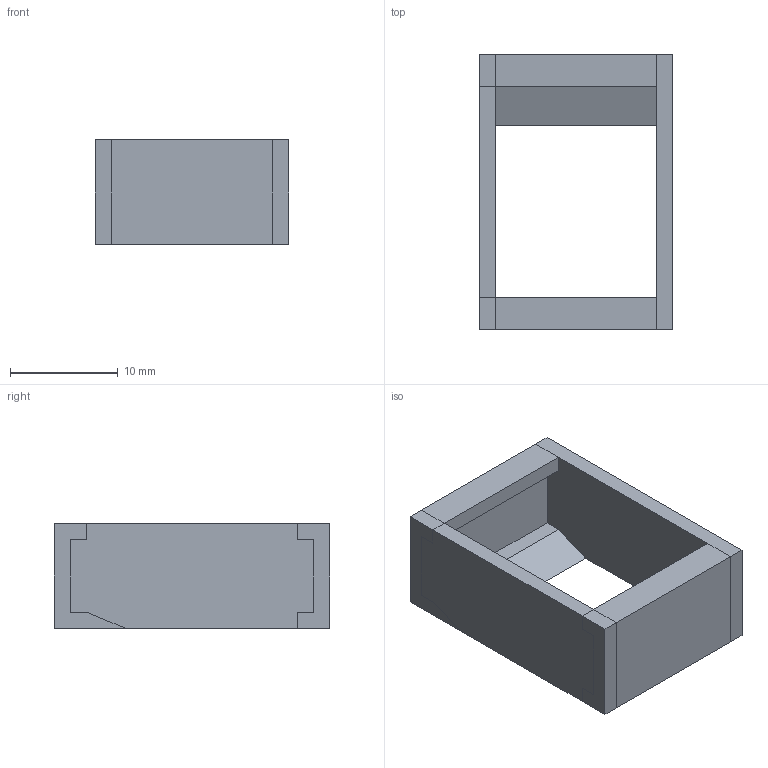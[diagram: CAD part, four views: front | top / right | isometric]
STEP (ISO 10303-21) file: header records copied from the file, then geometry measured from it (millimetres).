
FILE_DESCRIPTION(('FreeCAD Model'),'2;1');
FILE_NAME('Keystone_Insert.step','2020-11-25T13:30:02',('Author'),(''), 'Open CASCADE STEP processor 7.3','FreeCAD','Unknown');
FILE_SCHEMA(('AUTOMOTIVE_DESIGN { 1 0 10303 214 1 1 1 1 }'));
Length unit declared in the file: millimetre
Products named in the file (1): Keystone_Insert
Bounding box: 18 x 25.6 x 9.7 mm (x, y, z)
Volume: 1357 mm3; surface area: 2065.5 mm2
Topology: 1 solids, 1 shells, 34 faces, 86 edges, 52 vertices
Faces by surface type: plane 34
Entity records: 2125 total; most frequent: CARTESIAN_POINT 345, DIRECTION 328, LINE 258, VECTOR 258, ORIENTED_EDGE 172, PCURVE 172, DEFINITIONAL_REPRESENTATION 172, EDGE_CURVE 86
